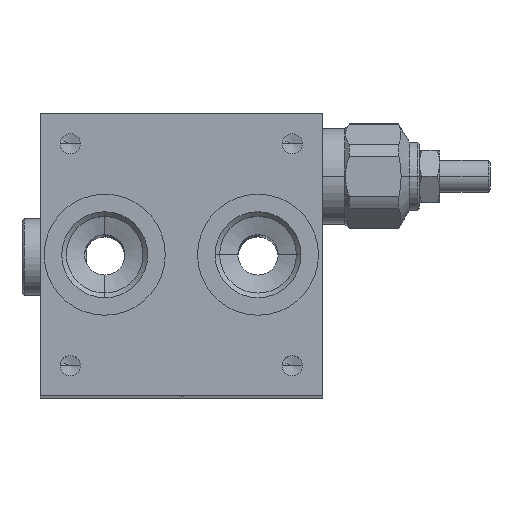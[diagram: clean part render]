
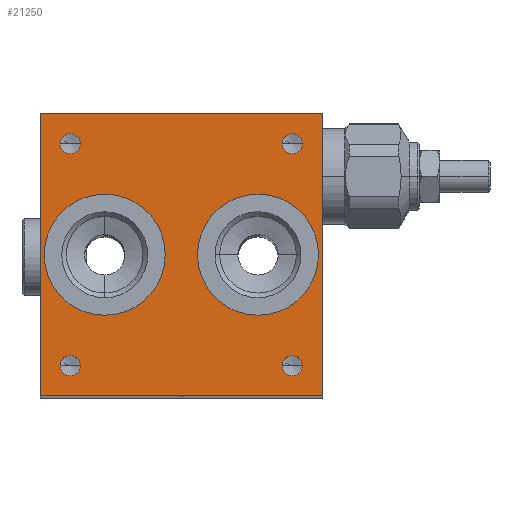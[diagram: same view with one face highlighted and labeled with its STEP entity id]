
A CAD part, top view. The second image highlights one B-rep face of the part: STEP entity #21250.
In plain terms, the highlighted planar face has unit normal (0, 0, 1).
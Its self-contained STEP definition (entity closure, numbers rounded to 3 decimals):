
#2156=CARTESIAN_POINT('',(19.,0.,180.));
#2157=DIRECTION('',(0.,0.,-1.));
#2158=DIRECTION('',(1.,0.,0.));
#2159=AXIS2_PLACEMENT_3D('',#2156,#2157,#2158);
#2161=CARTESIAN_POINT('',(19.,0.,180.));
#2162=DIRECTION('',(0.,0.,-1.));
#2163=DIRECTION('',(-1.,0.,0.));
#2164=AXIS2_PLACEMENT_3D('',#2161,#2162,#2163);
#2166=CARTESIAN_POINT('',(-19.,0.,180.));
#2167=DIRECTION('',(0.,0.,-1.));
#2168=DIRECTION('',(0.,-1.,0.));
#2169=AXIS2_PLACEMENT_3D('',#2166,#2167,#2168);
#2171=CARTESIAN_POINT('',(-19.,0.,180.));
#2172=DIRECTION('',(0.,0.,-1.));
#2173=DIRECTION('',(0.,1.,0.));
#2174=AXIS2_PLACEMENT_3D('',#2171,#2172,#2173);
#2176=CARTESIAN_POINT('',(-27.5,27.5,180.));
#2177=DIRECTION('',(0.,0.,-1.));
#2178=DIRECTION('',(1.,0.,0.));
#2179=AXIS2_PLACEMENT_3D('',#2176,#2177,#2178);
#2181=CARTESIAN_POINT('',(-27.5,27.5,180.));
#2182=DIRECTION('',(0.,0.,-1.));
#2183=DIRECTION('',(-1.,0.,0.));
#2184=AXIS2_PLACEMENT_3D('',#2181,#2182,#2183);
#2186=CARTESIAN_POINT('',(27.5,27.5,180.));
#2187=DIRECTION('',(0.,0.,-1.));
#2188=DIRECTION('',(1.,0.,0.));
#2189=AXIS2_PLACEMENT_3D('',#2186,#2187,#2188);
#2191=CARTESIAN_POINT('',(27.5,27.5,180.));
#2192=DIRECTION('',(0.,0.,-1.));
#2193=DIRECTION('',(-1.,0.,0.));
#2194=AXIS2_PLACEMENT_3D('',#2191,#2192,#2193);
#2196=CARTESIAN_POINT('',(27.5,-27.5,180.));
#2197=DIRECTION('',(0.,0.,-1.));
#2198=DIRECTION('',(1.,0.,0.));
#2199=AXIS2_PLACEMENT_3D('',#2196,#2197,#2198);
#2201=CARTESIAN_POINT('',(27.5,-27.5,180.));
#2202=DIRECTION('',(0.,0.,-1.));
#2203=DIRECTION('',(-1.,0.,0.));
#2204=AXIS2_PLACEMENT_3D('',#2201,#2202,#2203);
#2206=CARTESIAN_POINT('',(-27.5,-27.5,180.));
#2207=DIRECTION('',(0.,0.,-1.));
#2208=DIRECTION('',(1.,0.,0.));
#2209=AXIS2_PLACEMENT_3D('',#2206,#2207,#2208);
#2211=CARTESIAN_POINT('',(-27.5,-27.5,180.));
#2212=DIRECTION('',(0.,0.,-1.));
#2213=DIRECTION('',(-1.,0.,0.));
#2214=AXIS2_PLACEMENT_3D('',#2211,#2212,#2213);
#2216=DIRECTION('',(0.,-1.,0.));
#2217=VECTOR('',#2216,70.);
#2218=CARTESIAN_POINT('',(35.,35.,180.));
#2219=LINE('',#2218,#2217);
#3758=DIRECTION('',(1.,0.,0.));
#3759=VECTOR('',#3758,70.);
#3760=CARTESIAN_POINT('',(-35.,35.,180.));
#3761=LINE('',#3760,#3759);
#4386=DIRECTION('',(0.,1.,0.));
#4387=VECTOR('',#4386,70.);
#4388=CARTESIAN_POINT('',(-35.,-35.,180.));
#4389=LINE('',#4388,#4387);
#4404=DIRECTION('',(-1.,0.,0.));
#4405=VECTOR('',#4404,70.);
#4406=CARTESIAN_POINT('',(35.,-35.,180.));
#4407=LINE('',#4406,#4405);
#17046=CARTESIAN_POINT('',(35.,35.,180.));
#17047=CARTESIAN_POINT('',(35.,-35.,180.));
#17048=VERTEX_POINT('',#17046);
#17049=VERTEX_POINT('',#17047);
#17055=CARTESIAN_POINT('',(-35.,35.,180.));
#17057=VERTEX_POINT('',#17055);
#17058=CARTESIAN_POINT('',(-35.,-35.,180.));
#17059=VERTEX_POINT('',#17058);
#17361=CARTESIAN_POINT('',(-19.,-15.,180.));
#17363=VERTEX_POINT('',#17361);
#17365=CARTESIAN_POINT('',(-19.,15.,180.));
#17367=VERTEX_POINT('',#17365);
#17517=CARTESIAN_POINT('',(-25.,-27.5,180.));
#17519=VERTEX_POINT('',#17517);
#17521=CARTESIAN_POINT('',(-30.,-27.5,180.));
#17523=VERTEX_POINT('',#17521);
#17761=CARTESIAN_POINT('',(30.,-27.5,180.));
#17763=VERTEX_POINT('',#17761);
#17765=CARTESIAN_POINT('',(25.,-27.5,180.));
#17767=VERTEX_POINT('',#17765);
#17859=CARTESIAN_POINT('',(34.,0.,180.));
#17861=VERTEX_POINT('',#17859);
#17863=CARTESIAN_POINT('',(4.,0.,180.));
#17865=VERTEX_POINT('',#17863);
#17934=CARTESIAN_POINT('',(-25.,27.5,180.));
#17935=VERTEX_POINT('',#17934);
#17936=CARTESIAN_POINT('',(-30.,27.5,180.));
#17937=VERTEX_POINT('',#17936);
#18047=CARTESIAN_POINT('',(30.,27.5,180.));
#18049=VERTEX_POINT('',#18047);
#18051=CARTESIAN_POINT('',(25.,27.5,180.));
#18053=VERTEX_POINT('',#18051);
#21200=CARTESIAN_POINT('',(0.,0.,180.));
#21201=DIRECTION('',(0.,0.,-1.));
#21202=DIRECTION('',(-1.,0.,0.));
#21203=AXIS2_PLACEMENT_3D('',#21200,#21201,#21202);
#21204=PLANE('',#21203);
#21206=ORIENTED_EDGE('',*,*,#21205,.T.);
#21208=ORIENTED_EDGE('',*,*,#21207,.T.);
#21210=ORIENTED_EDGE('',*,*,#21209,.T.);
#21212=ORIENTED_EDGE('',*,*,#21211,.T.);
#21213=EDGE_LOOP('',(#21206,#21208,#21210,#21212));
#21214=FACE_OUTER_BOUND('',#21213,.F.);
#21216=ORIENTED_EDGE('',*,*,#21215,.F.);
#21217=ORIENTED_EDGE('',*,*,#21190,.F.);
#21218=EDGE_LOOP('',(#21216,#21217));
#21219=FACE_BOUND('',#21218,.F.);
#21221=ORIENTED_EDGE('',*,*,#21220,.F.);
#21223=ORIENTED_EDGE('',*,*,#21222,.F.);
#21224=EDGE_LOOP('',(#21221,#21223));
#21225=FACE_BOUND('',#21224,.F.);
#21227=ORIENTED_EDGE('',*,*,#21226,.F.);
#21229=ORIENTED_EDGE('',*,*,#21228,.F.);
#21230=EDGE_LOOP('',(#21227,#21229));
#21231=FACE_BOUND('',#21230,.F.);
#21233=ORIENTED_EDGE('',*,*,#21232,.F.);
#21235=ORIENTED_EDGE('',*,*,#21234,.F.);
#21236=EDGE_LOOP('',(#21233,#21235));
#21237=FACE_BOUND('',#21236,.F.);
#21239=ORIENTED_EDGE('',*,*,#21238,.F.);
#21241=ORIENTED_EDGE('',*,*,#21240,.F.);
#21242=EDGE_LOOP('',(#21239,#21241));
#21243=FACE_BOUND('',#21242,.F.);
#21245=ORIENTED_EDGE('',*,*,#21244,.F.);
#21247=ORIENTED_EDGE('',*,*,#21246,.F.);
#21248=EDGE_LOOP('',(#21245,#21247));
#21249=FACE_BOUND('',#21248,.F.);
#21250=ADVANCED_FACE('',(#21214,#21219,#21225,#21231,#21237,#21243,#21249),
#21204,.F.);
#2160=CIRCLE('',#2159,15.);
#2165=CIRCLE('',#2164,15.);
#2170=CIRCLE('',#2169,15.);
#2175=CIRCLE('',#2174,15.);
#2180=CIRCLE('',#2179,2.5);
#2185=CIRCLE('',#2184,2.5);
#2190=CIRCLE('',#2189,2.5);
#2195=CIRCLE('',#2194,2.5);
#2200=CIRCLE('',#2199,2.5);
#2205=CIRCLE('',#2204,2.5);
#2210=CIRCLE('',#2209,2.5);
#2215=CIRCLE('',#2214,2.5);
#21190=EDGE_CURVE('',#17865,#17861,#2165,.T.);
#21205=EDGE_CURVE('',#17048,#17049,#2219,.T.);
#21207=EDGE_CURVE('',#17049,#17059,#4407,.T.);
#21209=EDGE_CURVE('',#17059,#17057,#4389,.T.);
#21211=EDGE_CURVE('',#17057,#17048,#3761,.T.);
#21215=EDGE_CURVE('',#17861,#17865,#2160,.T.);
#21220=EDGE_CURVE('',#17363,#17367,#2170,.T.);
#21222=EDGE_CURVE('',#17367,#17363,#2175,.T.);
#21226=EDGE_CURVE('',#17935,#17937,#2180,.T.);
#21228=EDGE_CURVE('',#17937,#17935,#2185,.T.);
#21232=EDGE_CURVE('',#18049,#18053,#2190,.T.);
#21234=EDGE_CURVE('',#18053,#18049,#2195,.T.);
#21238=EDGE_CURVE('',#17763,#17767,#2200,.T.);
#21240=EDGE_CURVE('',#17767,#17763,#2205,.T.);
#21244=EDGE_CURVE('',#17519,#17523,#2210,.T.);
#21246=EDGE_CURVE('',#17523,#17519,#2215,.T.);
